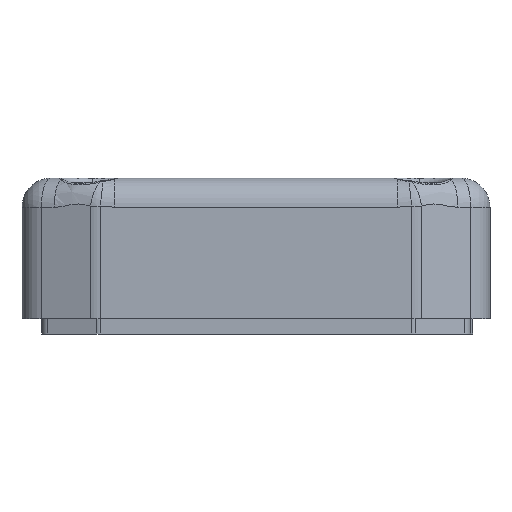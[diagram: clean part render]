
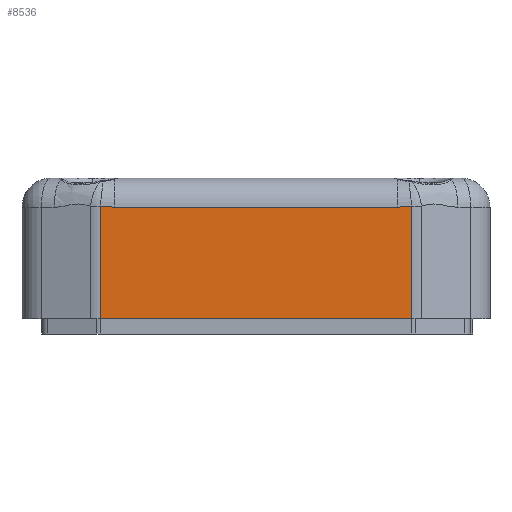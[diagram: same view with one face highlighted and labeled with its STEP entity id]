
A CAD part, left-side view. The second image highlights one B-rep face of the part: STEP entity #8536.
In plain terms, the highlighted planar face has unit normal (-1, 0, 0).
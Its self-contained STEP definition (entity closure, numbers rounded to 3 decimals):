
#46 = PLANE ( 'NONE',  #2436 ) ;
#95 = CARTESIAN_POINT ( 'NONE',  ( -27.5, -17.221, -0.376 ) ) ;
#220 = CARTESIAN_POINT ( 'NONE',  ( -27.5, 14.237, -0.434 ) ) ;
#550 = CARTESIAN_POINT ( 'NONE',  ( -27.5, -15.764, -0.5 ) ) ;
#687 = CARTESIAN_POINT ( 'NONE',  ( -27.5, -17.221, -11.94 ) ) ;
#718 = LINE ( 'NONE', #8167, #6643 ) ;
#829 = CARTESIAN_POINT ( 'NONE',  ( -27.5, 14.721, 2.5 ) ) ;
#855 = EDGE_LOOP ( 'NONE', ( #2491, #8035, #8168, #7152, #7629, #5890 ) ) ;
#970 = B_SPLINE_CURVE_WITH_KNOTS ( 'NONE', 3,
 ( #8482, #6319, #973, #220, #3763, #1659 ),
 .UNSPECIFIED., .F., .F.,
 ( 4, 2, 4 ),
 ( 0., 0.001, 0.001 ),
 .UNSPECIFIED. ) ;
#973 = CARTESIAN_POINT ( 'NONE',  ( -27.5, 13.752, -0.483 ) ) ;
#979 = EDGE_CURVE ( 'NONE', #5507, #5684, #4235, .T. ) ;
#1234 = VECTOR ( 'NONE', #6392, 1000. ) ;
#1290 = VECTOR ( 'NONE', #6314, 1000. ) ;
#1412 = VERTEX_POINT ( 'NONE', #2140 ) ;
#1486 = EDGE_CURVE ( 'NONE', #5684, #5469, #970, .T. ) ;
#1585 = VECTOR ( 'NONE', #2996, 1000. ) ;
#1659 = CARTESIAN_POINT ( 'NONE',  ( -27.5, 14.721, -0.376 ) ) ;
#2106 = DIRECTION ( 'NONE',  ( 0., 0., -1. ) ) ;
#2130 = CARTESIAN_POINT ( 'NONE',  ( -27.5, -17.221, -0.376 ) ) ;
#2140 = CARTESIAN_POINT ( 'NONE',  ( -27.5, 14.721, -11.94 ) ) ;
#2178 = DIRECTION ( 'NONE',  ( 1., 0., 0. ) ) ;
#2270 = B_SPLINE_CURVE_WITH_KNOTS ( 'NONE', 3,
 ( #95, #2858, #3528, #5505, #4857, #4883 ),
 .UNSPECIFIED., .F., .F.,
 ( 4, 2, 4 ),
 ( 0., 0.001, 0.001 ),
 .UNSPECIFIED. ) ;
#2436 = AXIS2_PLACEMENT_3D ( 'NONE', #2814, #2178, #2862 ) ;
#2491 = ORIENTED_EDGE ( 'NONE', *, *, #7610, .F. ) ;
#2814 = CARTESIAN_POINT ( 'NONE',  ( -27.5, 14.721, 2.5 ) ) ;
#2858 = CARTESIAN_POINT ( 'NONE',  ( -27.5, -16.979, -0.402 ) ) ;
#2862 = DIRECTION ( 'NONE',  ( 0., 0., -1. ) ) ;
#2972 = CARTESIAN_POINT ( 'NONE',  ( -27.5, 13.264, -0.5 ) ) ;
#2996 = DIRECTION ( 'NONE',  ( 0., 1., 0. ) ) ;
#3154 = VERTEX_POINT ( 'NONE', #687 ) ;
#3268 = EDGE_CURVE ( 'NONE', #3154, #1412, #8044, .T. ) ;
#3528 = CARTESIAN_POINT ( 'NONE',  ( -27.5, -16.737, -0.434 ) ) ;
#3688 = CARTESIAN_POINT ( 'NONE',  ( -27.5, 14.721, -0.5 ) ) ;
#3763 = CARTESIAN_POINT ( 'NONE',  ( -27.5, 14.479, -0.402 ) ) ;
#4235 = LINE ( 'NONE', #3688, #1234 ) ;
#4817 = EDGE_CURVE ( 'NONE', #6594, #5507, #2270, .T. ) ;
#4857 = CARTESIAN_POINT ( 'NONE',  ( -27.5, -16.008, -0.5 ) ) ;
#4883 = CARTESIAN_POINT ( 'NONE',  ( -27.5, -15.764, -0.5 ) ) ;
#5289 = CARTESIAN_POINT ( 'NONE',  ( -27.5, 14.721, -0.376 ) ) ;
#5469 = VERTEX_POINT ( 'NONE', #5289 ) ;
#5505 = CARTESIAN_POINT ( 'NONE',  ( -27.5, -16.252, -0.483 ) ) ;
#5507 = VERTEX_POINT ( 'NONE', #550 ) ;
#5684 = VERTEX_POINT ( 'NONE', #2972 ) ;
#5890 = ORIENTED_EDGE ( 'NONE', *, *, #3268, .F. ) ;
#6076 = EDGE_CURVE ( 'NONE', #5469, #1412, #7522, .T. ) ;
#6314 = DIRECTION ( 'NONE',  ( 0., 0., -1. ) ) ;
#6319 = CARTESIAN_POINT ( 'NONE',  ( -27.5, 13.508, -0.5 ) ) ;
#6392 = DIRECTION ( 'NONE',  ( 0., 1., 0. ) ) ;
#6594 = VERTEX_POINT ( 'NONE', #2130 ) ;
#6643 = VECTOR ( 'NONE', #2106, 1000. ) ;
#7152 = ORIENTED_EDGE ( 'NONE', *, *, #1486, .T. ) ;
#7522 = LINE ( 'NONE', #829, #1290 ) ;
#7610 = EDGE_CURVE ( 'NONE', #6594, #3154, #718, .T. ) ;
#7629 = ORIENTED_EDGE ( 'NONE', *, *, #6076, .T. ) ;
#7884 = FACE_OUTER_BOUND ( 'NONE', #855, .T. ) ;
#8035 = ORIENTED_EDGE ( 'NONE', *, *, #4817, .T. ) ;
#8044 = LINE ( 'NONE', #8342, #1585 ) ;
#8167 = CARTESIAN_POINT ( 'NONE',  ( -27.5, -17.221, 2.5 ) ) ;
#8168 = ORIENTED_EDGE ( 'NONE', *, *, #979, .T. ) ;
#8342 = CARTESIAN_POINT ( 'NONE',  ( -27.5, -17.221, -11.94 ) ) ;
#8482 = CARTESIAN_POINT ( 'NONE',  ( -27.5, 13.264, -0.5 ) ) ;
#8536 = ADVANCED_FACE ( 'NONE', ( #7884 ), #46, .F. ) ;
